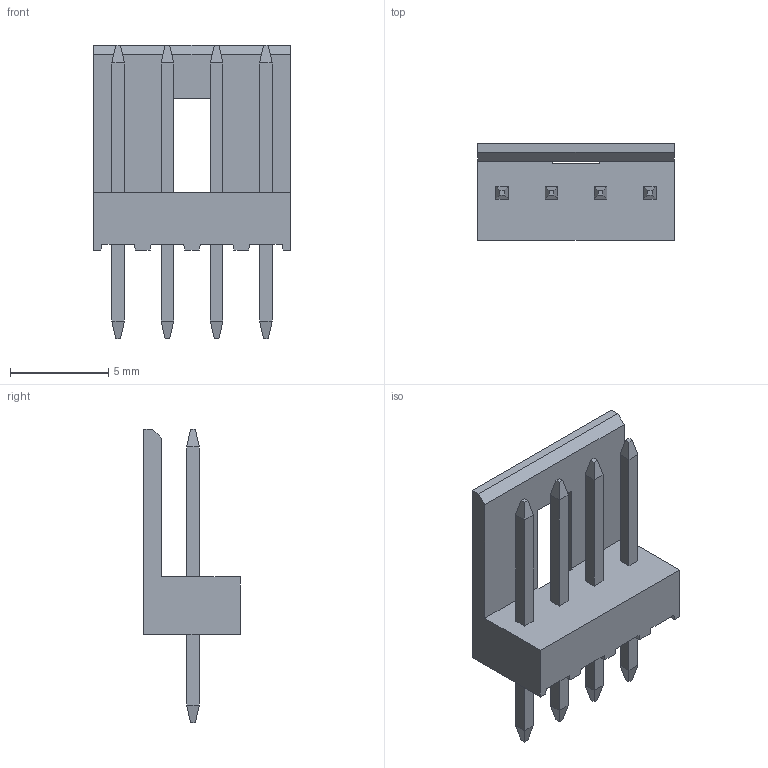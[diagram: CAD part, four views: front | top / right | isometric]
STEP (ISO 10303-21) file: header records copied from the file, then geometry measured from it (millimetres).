
FILE_DESCRIPTION(('FreeCAD Model'),'2;1');
FILE_NAME('Open CASCADE Shape Model','2023-02-01T16:30:02',('Author'),( ''),'Open CASCADE STEP processor 7.5','FreeCAD','Unknown');
FILE_SCHEMA(('AUTOMOTIVE_DESIGN { 1 0 10303 214 1 1 1 1 }'));
Length unit declared in the file: millimetre
Products named in the file (1): te_171825-4_alone
Bounding box: 10 x 4.9 x 14.9 mm (x, y, z)
Volume: 200.4 mm3; surface area: 458.5 mm2
Topology: 1 solids, 1 shells, 101 faces, 247 edges, 154 vertices
Faces by surface type: plane 101
Entity records: 3600 total; most frequent: CARTESIAN_POINT 503, ORIENTED_EDGE 494, DIRECTION 451, EDGE_CURVE 247, LINE 247, VECTOR 247, VERTEX_POINT 154, FACE_BOUND 109
